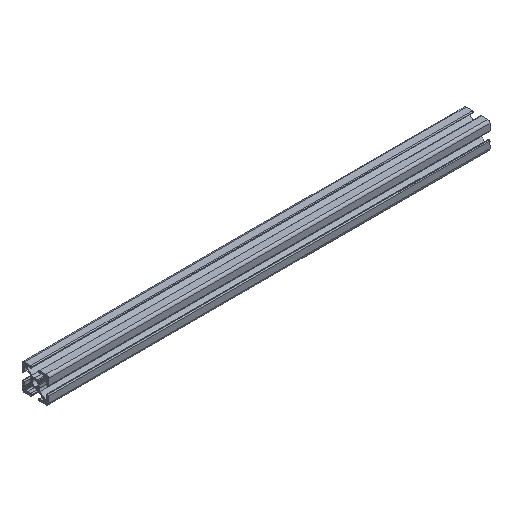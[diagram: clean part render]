
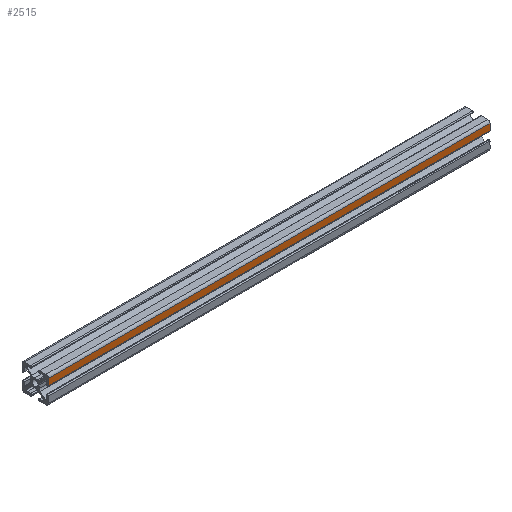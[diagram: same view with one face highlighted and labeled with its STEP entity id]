
A CAD part, isometric view. The second image highlights one B-rep face of the part: STEP entity #2515.
In plain terms, the highlighted planar face has unit normal (0, -1, 0).
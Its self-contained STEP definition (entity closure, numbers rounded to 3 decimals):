
#7 = LINE ( 'NONE', #2575, #1865 ) ;
#62 = VECTOR ( 'NONE', #1893, 1000. ) ;
#193 = CARTESIAN_POINT ( 'NONE',  ( 2000., -15., -1187.525 ) ) ;
#211 = ORIENTED_EDGE ( 'NONE', *, *, #1631, .T. ) ;
#257 = CARTESIAN_POINT ( 'NONE',  ( 2000., -15., -1194.789 ) ) ;
#266 = AXIS2_PLACEMENT_3D ( 'NONE', #2044, #1802, #1548 ) ;
#275 = CARTESIAN_POINT ( 'NONE',  ( 1500., -15., -1187.525 ) ) ;
#283 = ORIENTED_EDGE ( 'NONE', *, *, #2449, .F. ) ;
#312 = VECTOR ( 'NONE', #2675, 1000. ) ;
#477 = CARTESIAN_POINT ( 'NONE',  ( 1500., -15., -1187.525 ) ) ;
#488 = DIRECTION ( 'NONE',  ( 0., 0., 1. ) ) ;
#494 = CARTESIAN_POINT ( 'NONE',  ( 1500., -15., -1194.789 ) ) ;
#500 = CARTESIAN_POINT ( 'NONE',  ( 2000., -15., -1194.789 ) ) ;
#628 = ORIENTED_EDGE ( 'NONE', *, *, #822, .F. ) ;
#746 = EDGE_LOOP ( 'NONE', ( #211, #283, #628, #2622 ) ) ;
#822 = EDGE_CURVE ( 'NONE', #2469, #1272, #1826, .T. ) ;
#934 = VECTOR ( 'NONE', #488, 1000. ) ;
#1008 = LINE ( 'NONE', #257, #62 ) ;
#1272 = VERTEX_POINT ( 'NONE', #275 ) ;
#1405 = CARTESIAN_POINT ( 'NONE',  ( 1500., -15., -1194.789 ) ) ;
#1548 = DIRECTION ( 'NONE',  ( 0., 0., 1. ) ) ;
#1550 = DIRECTION ( 'NONE',  ( 1., 0., 0. ) ) ;
#1631 = EDGE_CURVE ( 'NONE', #1824, #2010, #1008, .T. ) ;
#1802 = DIRECTION ( 'NONE',  ( 0., 1., 0. ) ) ;
#1824 = VERTEX_POINT ( 'NONE', #500 ) ;
#1826 = LINE ( 'NONE', #1405, #934 ) ;
#1865 = VECTOR ( 'NONE', #1550, 1000. ) ;
#1893 = DIRECTION ( 'NONE',  ( 0., 0., 1. ) ) ;
#2010 = VERTEX_POINT ( 'NONE', #193 ) ;
#2013 = LINE ( 'NONE', #477, #312 ) ;
#2044 = CARTESIAN_POINT ( 'NONE',  ( 1500., -15., -1194.789 ) ) ;
#2138 = EDGE_CURVE ( 'NONE', #2469, #1824, #7, .T. ) ;
#2210 = PLANE ( 'NONE',  #266 ) ;
#2258 = FACE_OUTER_BOUND ( 'NONE', #746, .T. ) ;
#2449 = EDGE_CURVE ( 'NONE', #1272, #2010, #2013, .T. ) ;
#2469 = VERTEX_POINT ( 'NONE', #494 ) ;
#2515 = ADVANCED_FACE ( 'NONE', ( #2258 ), #2210, .F. ) ;
#2575 = CARTESIAN_POINT ( 'NONE',  ( 1500., -15., -1194.789 ) ) ;
#2622 = ORIENTED_EDGE ( 'NONE', *, *, #2138, .T. ) ;
#2675 = DIRECTION ( 'NONE',  ( 1., 0., 0. ) ) ;
